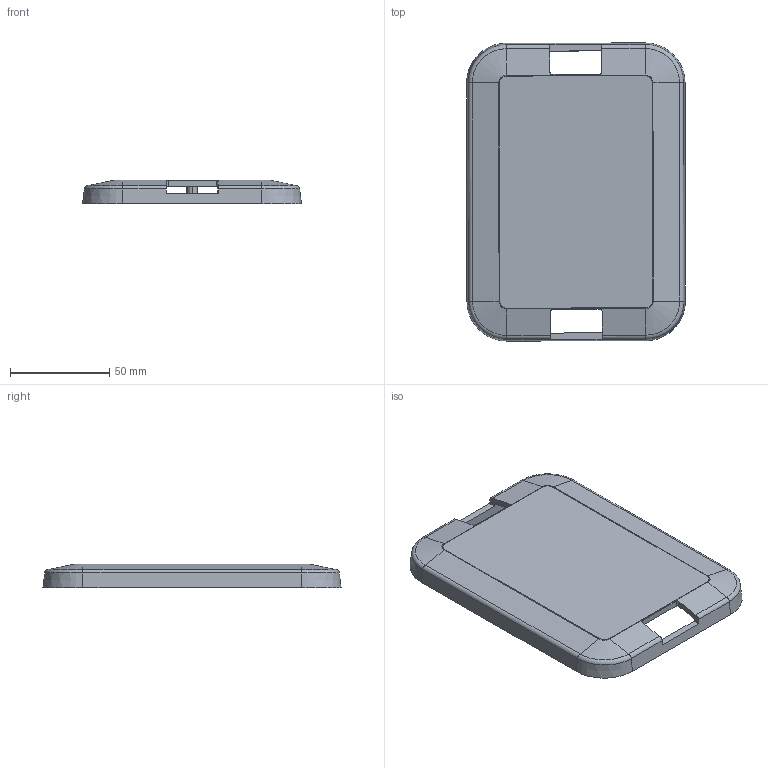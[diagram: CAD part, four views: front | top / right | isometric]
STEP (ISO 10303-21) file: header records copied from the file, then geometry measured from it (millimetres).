
FILE_DESCRIPTION (( 'STEP AP203' ), '1' );
FILE_NAME ('WP11-15-4-TOP.STEP', '2020-10-27T01:38:23', ( '' ), ( '' ), 'SwSTEP 2.0', 'SolidWorks 2016', '' );
FILE_SCHEMA (( 'CONFIG_CONTROL_DESIGN' ));
Length unit declared in the file: millimetre
Products named in the file (2): WP11-15-4 Top_2_1; WP11-15-4-TOP
Assembly tree (1 placements, depth 2):
  WP11-15-4-TOP
    WP11-15-4 Top_2_1
Bounding box: 110.19 x 150.12 x 12 mm (x, y, z)
Volume: 55697.4 mm3; surface area: 41754.8 mm2
Topology: 1 solids, 1 shells, 195 faces, 450 edges, 284 vertices
Faces by surface type: cylinder 74, plane 73, cone 40, torus 8
Entity records: 6056 total; most frequent: CARTESIAN_POINT 1317, DIRECTION 1012, ORIENTED_EDGE 900, EDGE_CURVE 450, AXIS2_PLACEMENT_3D 387, VERTEX_POINT 284, VECTOR 238, LINE 238
